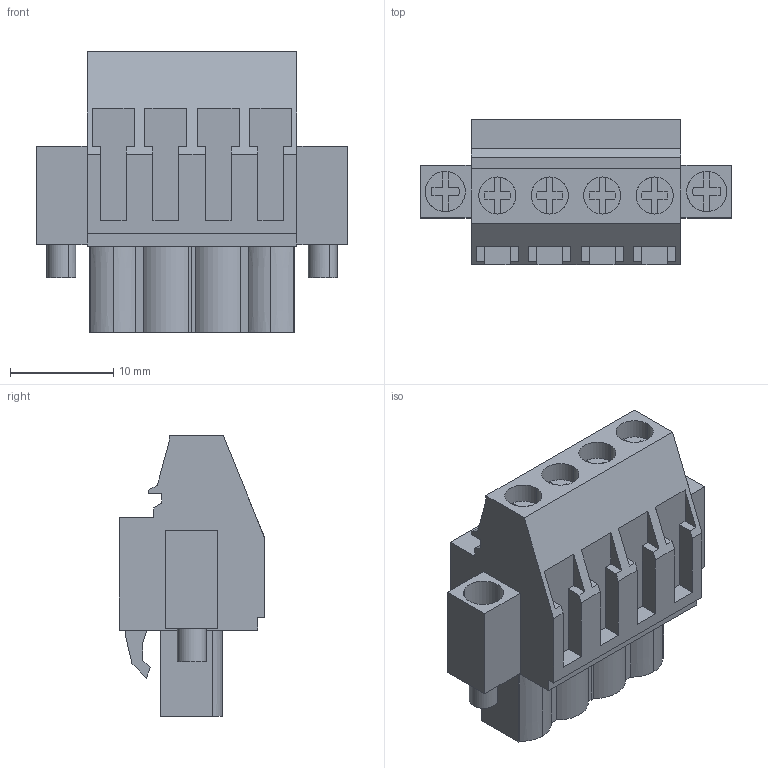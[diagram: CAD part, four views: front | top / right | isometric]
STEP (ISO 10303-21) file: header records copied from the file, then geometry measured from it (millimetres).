
FILE_DESCRIPTION(('CATIA V5 STEP','CAx-IF Rec.Pracs.--- Model Styling and Organization---1.2---2011-12-15'),'2;1');
FILE_NAME ('7246757_2_1949820000_1949820000.stp','2017-09-09T11:01:51+00:00',('none'),('Weidmueller'),'CATIA Version 5-6 Release 2014','CATIA V5 STEP AP214','none');
FILE_SCHEMA(('AUTOMOTIVE_DESIGN { 1 0 10303 214 1 1 1 1 }'));
Length unit declared in the file: millimetre
Products named in the file (1): 1949820000
Bounding box: 30.12 x 14.1 x 27.2 mm (x, y, z)
Volume: 5061.5 mm3; surface area: 3787.4 mm2
Topology: 7 solids, 7 shells, 346 faces, 935 edges, 628 vertices
Faces by surface type: plane 288, cylinder 54, extrusion 4
Entity records: 10593 total; most frequent: CARTESIAN_POINT 2078, ORIENTED_EDGE 1870, DIRECTION 1497, EDGE_CURVE 935, VECTOR 799, LINE 795, VERTEX_POINT 628, AXIS2_PLACEMENT_3D 404
